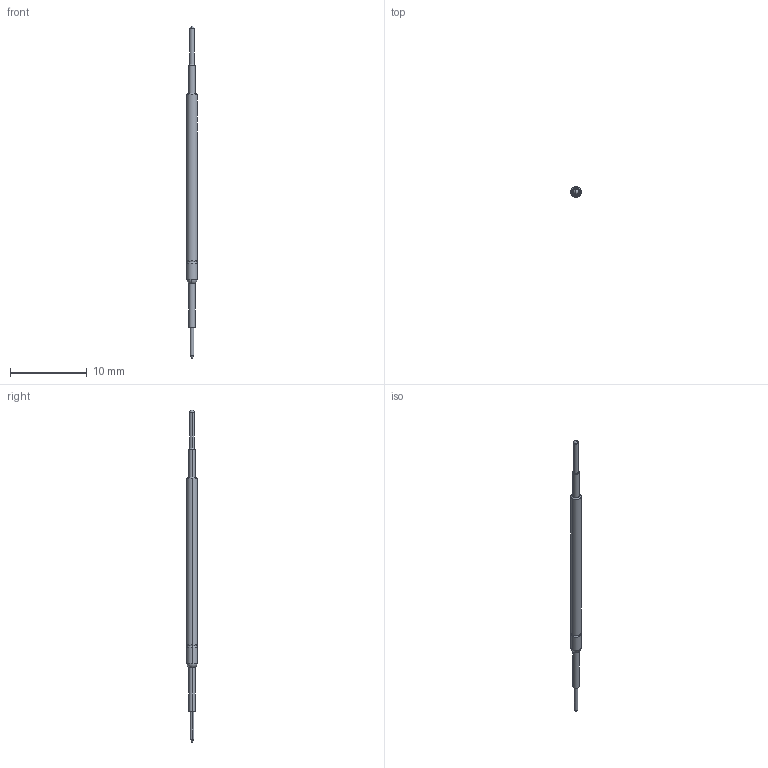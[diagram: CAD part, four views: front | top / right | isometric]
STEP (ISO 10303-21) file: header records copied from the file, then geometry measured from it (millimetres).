
FILE_DESCRIPTION (( 'STEP AP203' ), '1' );
FILE_NAME ('MOD-F86411B065Gxxx.step', '2015-07-09T11:40:39', ( 'firstrun' ), ( 'Hewlett-Packard Company' ), 'SwSTEP 2.0', 'SolidWorks 2012', '' );
FILE_SCHEMA (( 'CONFIG_CONTROL_DESIGN' ));
Length unit declared in the file: millimetre
Products named in the file (1): MOD-F86411B065Gxxx
Bounding box: 1.37 x 1.37 x 43.4 mm (x, y, z)
Volume: 43.7 mm3; surface area: 149.9 mm2
Topology: 1 solids, 1 shells, 174 faces, 469 edges, 299 vertices
Faces by surface type: plane 64, bspline 62, cylinder 34, cone 6, torus 4, sphere 4
Entity records: 8793 total; most frequent: CARTESIAN_POINT 4898, ORIENTED_EDGE 930, DIRECTION 584, EDGE_CURVE 465, VERTEX_POINT 299, AXIS2_PLACEMENT_3D 221, B_SPLINE_CURVE_WITH_KNOTS 215, EDGE_LOOP 180
